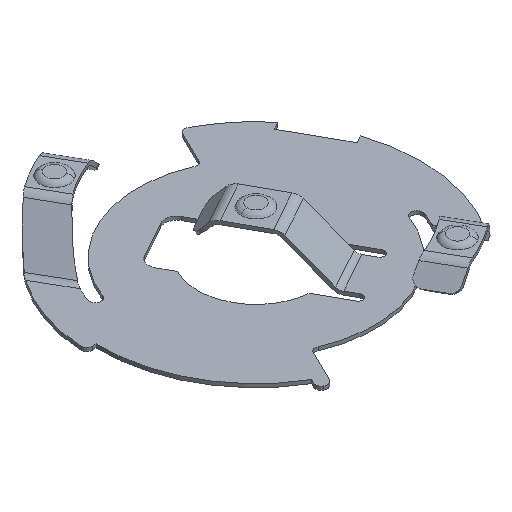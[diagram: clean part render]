
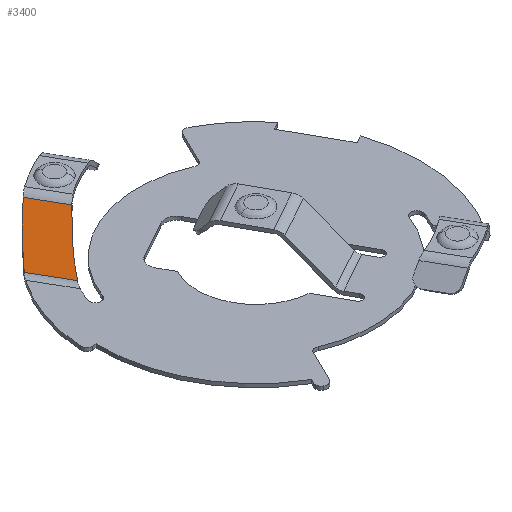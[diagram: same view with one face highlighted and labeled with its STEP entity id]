
A CAD part, isometric view. The second image highlights one B-rep face of the part: STEP entity #3400.
In plain terms, the highlighted planar face has unit normal (-0.612, -0.354, 0.707).
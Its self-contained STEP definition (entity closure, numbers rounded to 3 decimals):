
#706=CARTESIAN_POINT('',(31.033,10.946,3.707));
#707=CARTESIAN_POINT('',(30.181,10.248,2.621));
#708=CARTESIAN_POINT('',(29.408,9.451,1.553));
#709=CARTESIAN_POINT('',(28.721,8.545,0.505));
#1262=DIRECTION('',(0.5,-0.866,0.));
#1263=VECTOR('',#1262,3.338);
#1264=CARTESIAN_POINT('',(28.721,8.545,0.505));
#1265=LINE('',#1264,#1263);
#1266=CARTESIAN_POINT('',(30.39,5.655,0.505));
#1286=CARTESIAN_POINT('',(32.558,8.303,3.707));
#1287=CARTESIAN_POINT('',(32.14,7.928,3.157));
#1288=CARTESIAN_POINT('',(31.358,7.114,2.073));
#1289=CARTESIAN_POINT('',(30.691,6.166,1.021));
#1290=CARTESIAN_POINT('',(30.39,5.655,0.505));
#1292=DIRECTION('',(-0.5,0.866,0.));
#1293=VECTOR('',#1292,3.051);
#1294=CARTESIAN_POINT('',(32.558,8.303,3.707));
#1295=LINE('',#1294,#1293);
#1668=VERTEX_POINT('',#1266);
#1669=VERTEX_POINT('',#1286);
#1682=CARTESIAN_POINT('',(28.721,8.545,0.505));
#1683=VERTEX_POINT('',#1682);
#1684=VERTEX_POINT('',#706);
#3388=CARTESIAN_POINT('',(30.314,5.377,0.3));
#3389=DIRECTION('',(-0.612,-0.354,0.707));
#3390=DIRECTION('',(0.612,0.354,0.707));
#3391=AXIS2_PLACEMENT_3D('',#3388,#3389,#3390);
#3392=PLANE('',#3391);
#3393=ORIENTED_EDGE('',*,*,#2779,.T.);
#3394=ORIENTED_EDGE('',*,*,#3380,.F.);
#3395=ORIENTED_EDGE('',*,*,#2720,.F.);
#3397=ORIENTED_EDGE('',*,*,#3396,.F.);
#3398=EDGE_LOOP('',(#3393,#3394,#3395,#3397));
#3399=FACE_OUTER_BOUND('',#3398,.F.);
#710=B_SPLINE_CURVE_WITH_KNOTS('',3,(#706,#707,#708,#709),.UNSPECIFIED.,.F.,.F.,
(4,4),(0.,1.),.UNSPECIFIED.);
#1291=B_SPLINE_CURVE_WITH_KNOTS('',3,(#1286,#1287,#1288,#1289,#1290),
.UNSPECIFIED.,.F.,.F.,(4,1,4),(0.,0.5,1.),.UNSPECIFIED.);
#2720=EDGE_CURVE('',#1684,#1683,#710,.T.);
#2779=EDGE_CURVE('',#1669,#1668,#1291,.T.);
#3380=EDGE_CURVE('',#1683,#1668,#1265,.T.);
#3396=EDGE_CURVE('',#1669,#1684,#1295,.T.);
#3400=ADVANCED_FACE('',(#3399),#3392,.T.);
